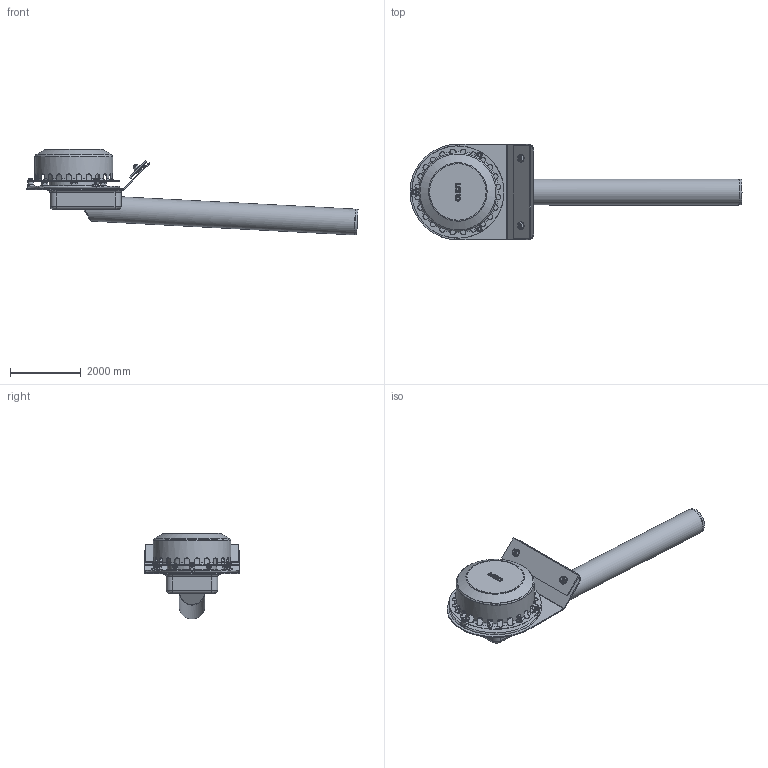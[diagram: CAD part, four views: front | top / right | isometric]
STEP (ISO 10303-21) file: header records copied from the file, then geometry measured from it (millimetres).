
FILE_DESCRIPTION(/* description */ (''),/* implementation_level */ '2;1');
FILE_NAME(/* name */ '01381.070X_3D.stp',/* time_stamp */ '2025-04-09T10:03:37+02:00',/* author */ ('CAD'),/* organization */ (''),/* preprocessor_version */ 'ST-DEVELOPER v20',/* originating_system */ 'AutoCAD Mechanical',/* authorisation */ '');
FILE_SCHEMA (('AUTOMOTIVE_DESIGN { 1 0 10303 214 3 1 1 }'));
Length unit declared in the file: centimetre
Products named in the file (6): Product; *U1; *U0; *U3; *U2; Losflansch 19928.100XC
Assembly tree (12 placements, depth 3):
  Product
    *U1
      *U0  x6
    *U3
      *U2  x3
    Losflansch 19928.100XC
Bounding box: 9363.02 x 2700 x 2423.22 mm (x, y, z)
Volume: 1055674121.2 mm3; surface area: 98810040.2 mm2
Topology: 28 solids, 28 shells, 1008 faces, 2511 edges, 1537 vertices
Faces by surface type: cone 471, plane 260, cylinder 162, torus 101, bspline 14
Full cylindrical faces by diameter (mm): 70 x12, 80 x21, 83.76 x8, 160 x8, 706 x1, 730 x1, 1220 x1, 2184 x1, 2200 x1, 2600 x1
Entity records: 31177 total; most frequent: CARTESIAN_POINT 11273, DIRECTION 4226, ORIENTED_EDGE 4160, EDGE_CURVE 2080, AXIS2_PLACEMENT_3D 1715, VERTEX_POINT 1279, EDGE_LOOP 903, CIRCLE 836
